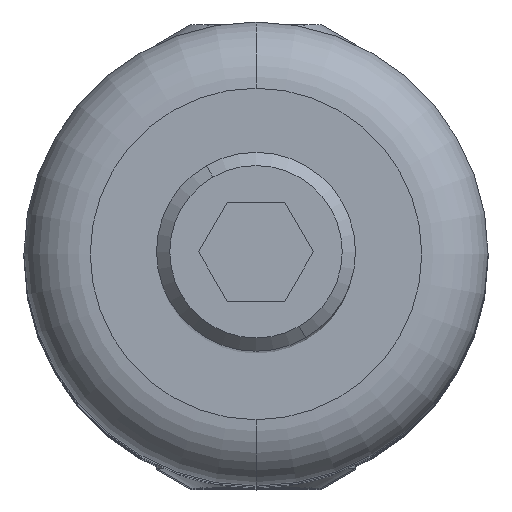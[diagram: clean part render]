
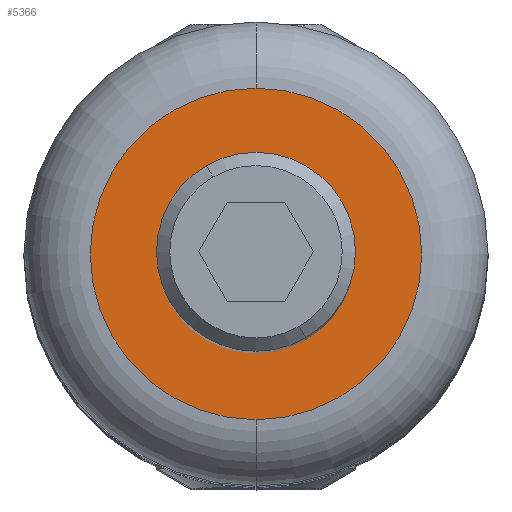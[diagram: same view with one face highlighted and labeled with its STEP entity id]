
A CAD part, top view. The second image highlights one B-rep face of the part: STEP entity #5366.
In plain terms, the highlighted planar face has unit normal (0, 0, 1).
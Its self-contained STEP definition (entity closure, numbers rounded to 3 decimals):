
#247 = AXIS2_PLACEMENT_3D ( 'NONE', #12971, #3991, #14433 ) ;
#684 = FACE_OUTER_BOUND ( 'NONE', #5523, .T. ) ;
#1993 = VERTEX_POINT ( 'NONE', #3435 ) ;
#2030 = CIRCLE ( 'NONE', #9048, 2.5 ) ;
#2326 = DIRECTION ( 'NONE',  ( 0., 0., 1. ) ) ;
#2743 = ORIENTED_EDGE ( 'NONE', *, *, #11967, .T. ) ;
#3435 = CARTESIAN_POINT ( 'NONE',  ( -2.5, 0., 35. ) ) ;
#3991 = DIRECTION ( 'NONE',  ( 0., 0., 1. ) ) ;
#4889 = VERTEX_POINT ( 'NONE', #8557 ) ;
#4899 = DIRECTION ( 'NONE',  ( 0., 1., 0. ) ) ;
#4907 = AXIS2_PLACEMENT_3D ( 'NONE', #6552, #9083, #7840 ) ;
#5022 = CARTESIAN_POINT ( 'NONE',  ( 0., 0., 35. ) ) ;
#5290 = EDGE_CURVE ( 'NONE', #16388, #6216, #6957, .T. ) ;
#5366 = ADVANCED_FACE ( 'NONE', ( #684, #14119 ), #9033, .F. ) ;
#5523 = EDGE_LOOP ( 'NONE', ( #2743, #13133 ) ) ;
#6216 = VERTEX_POINT ( 'NONE', #14976 ) ;
#6404 = DIRECTION ( 'NONE',  ( 1., 0., 0. ) ) ;
#6552 = CARTESIAN_POINT ( 'NONE',  ( 0., 7., 35. ) ) ;
#6576 = EDGE_CURVE ( 'NONE', #1993, #4889, #11019, .T. ) ;
#6957 = CIRCLE ( 'NONE', #13725, 5. ) ;
#7603 = CARTESIAN_POINT ( 'NONE',  ( 0., -5., 35. ) ) ;
#7840 = DIRECTION ( 'NONE',  ( 0., 1., 0. ) ) ;
#8247 = EDGE_CURVE ( 'NONE', #4889, #1993, #2030, .T. ) ;
#8557 = CARTESIAN_POINT ( 'NONE',  ( 2.5, 0., 35. ) ) ;
#8721 = CARTESIAN_POINT ( 'NONE',  ( 0., 0., 35. ) ) ;
#8823 = DIRECTION ( 'NONE',  ( 0., 0., 1. ) ) ;
#8877 = EDGE_LOOP ( 'NONE', ( #11301, #13601 ) ) ;
#9033 = PLANE ( 'NONE',  #4907 ) ;
#9048 = AXIS2_PLACEMENT_3D ( 'NONE', #14248, #8823, #6404 ) ;
#9083 = DIRECTION ( 'NONE',  ( 0., 0., -1. ) ) ;
#11019 = CIRCLE ( 'NONE', #247, 2.5 ) ;
#11301 = ORIENTED_EDGE ( 'NONE', *, *, #8247, .F. ) ;
#11494 = AXIS2_PLACEMENT_3D ( 'NONE', #8721, #16718, #15169 ) ;
#11967 = EDGE_CURVE ( 'NONE', #6216, #16388, #13072, .T. ) ;
#12971 = CARTESIAN_POINT ( 'NONE',  ( 0., 0., 35. ) ) ;
#13072 = CIRCLE ( 'NONE', #11494, 5. ) ;
#13133 = ORIENTED_EDGE ( 'NONE', *, *, #5290, .T. ) ;
#13601 = ORIENTED_EDGE ( 'NONE', *, *, #6576, .F. ) ;
#13725 = AXIS2_PLACEMENT_3D ( 'NONE', #5022, #2326, #4899 ) ;
#14119 = FACE_BOUND ( 'NONE', #8877, .T. ) ;
#14248 = CARTESIAN_POINT ( 'NONE',  ( 0., 0., 35. ) ) ;
#14433 = DIRECTION ( 'NONE',  ( 1., 0., 0. ) ) ;
#14976 = CARTESIAN_POINT ( 'NONE',  ( 0., 5., 35. ) ) ;
#15169 = DIRECTION ( 'NONE',  ( 0., 1., 0. ) ) ;
#16388 = VERTEX_POINT ( 'NONE', #7603 ) ;
#16718 = DIRECTION ( 'NONE',  ( 0., 0., 1. ) ) ;
